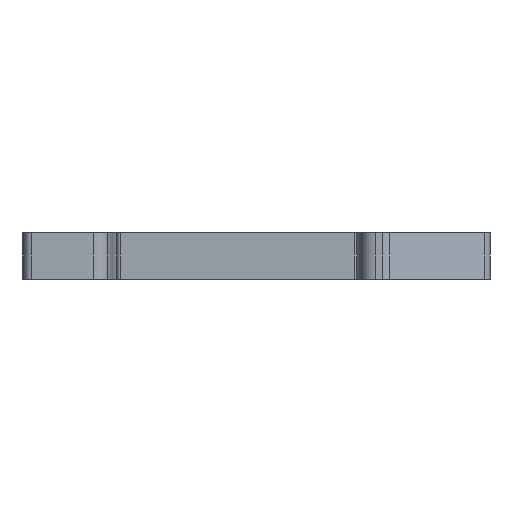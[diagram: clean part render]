
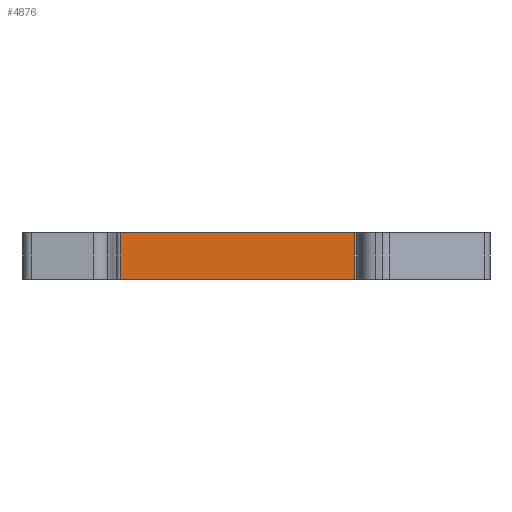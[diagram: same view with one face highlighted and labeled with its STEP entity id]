
A CAD part, front view. The second image highlights one B-rep face of the part: STEP entity #4876.
In plain terms, the highlighted planar face has unit normal (0, -1, 0).
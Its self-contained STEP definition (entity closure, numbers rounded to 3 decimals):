
#292=DIRECTION('',(1.,0.,0.));
#293=VECTOR('',#292,30.895);
#294=CARTESIAN_POINT('',(-10.195,-11.6,-3.1));
#295=LINE('',#294,#293);
#1027=DIRECTION('',(1.,0.,0.));
#1028=VECTOR('',#1027,30.895);
#1029=CARTESIAN_POINT('',(-10.195,-11.6,3.1));
#1030=LINE('',#1029,#1028);
#1870=DIRECTION('',(0.,0.,1.));
#1871=VECTOR('',#1870,6.2);
#1872=CARTESIAN_POINT('',(20.7,-11.6,-3.1));
#1873=LINE('',#1872,#1871);
#1874=DIRECTION('',(0.,0.,1.));
#1875=VECTOR('',#1874,6.2);
#1876=CARTESIAN_POINT('',(-10.195,-11.6,-3.1));
#1877=LINE('',#1876,#1875);
#2292=CARTESIAN_POINT('',(-10.195,-11.6,-3.1));
#2293=VERTEX_POINT('',#2292);
#2294=CARTESIAN_POINT('',(20.7,-11.6,-3.1));
#2295=VERTEX_POINT('',#2294);
#2562=CARTESIAN_POINT('',(-10.195,-11.6,3.1));
#2563=VERTEX_POINT('',#2562);
#2564=CARTESIAN_POINT('',(20.7,-11.6,3.1));
#2565=VERTEX_POINT('',#2564);
#4864=CARTESIAN_POINT('',(-10.195,-11.6,-3.1));
#4865=DIRECTION('',(0.,-1.,0.));
#4866=DIRECTION('',(1.,0.,0.));
#4867=AXIS2_PLACEMENT_3D('',#4864,#4865,#4866);
#4868=PLANE('',#4867);
#4869=ORIENTED_EDGE('',*,*,#2969,.F.);
#4871=ORIENTED_EDGE('',*,*,#4870,.T.);
#4872=ORIENTED_EDGE('',*,*,#3377,.T.);
#4873=ORIENTED_EDGE('',*,*,#4857,.F.);
#4874=EDGE_LOOP('',(#4869,#4871,#4872,#4873));
#4875=FACE_OUTER_BOUND('',#4874,.F.);
#2969=EDGE_CURVE('',#2293,#2295,#295,.T.);
#3377=EDGE_CURVE('',#2563,#2565,#1030,.T.);
#4857=EDGE_CURVE('',#2295,#2565,#1873,.T.);
#4870=EDGE_CURVE('',#2293,#2563,#1877,.T.);
#4876=ADVANCED_FACE('',(#4875),#4868,.T.);
